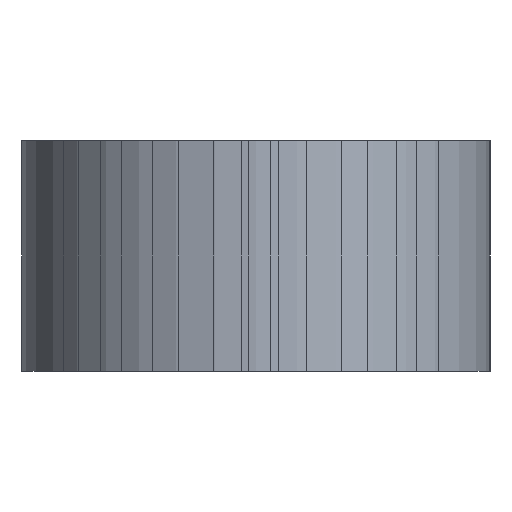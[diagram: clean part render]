
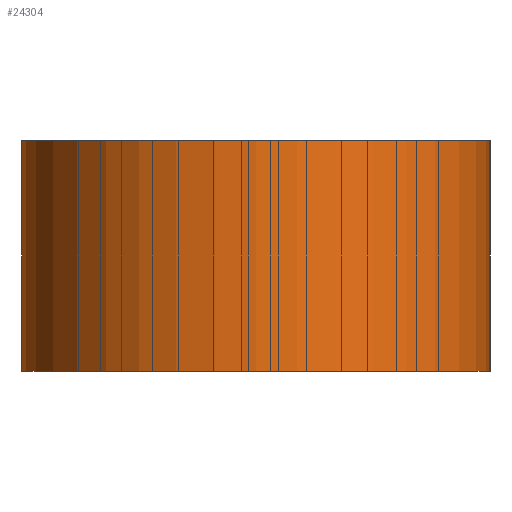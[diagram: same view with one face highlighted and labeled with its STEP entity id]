
A CAD part, left-side view. The second image highlights one B-rep face of the part: STEP entity #24304.
In plain terms, the highlighted cylindrical face has radius 6.5 mm (diameter 13 mm), a partial arc.
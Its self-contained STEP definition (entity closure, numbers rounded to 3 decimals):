
#354 = DIRECTION ( 'NONE',  ( -1., 0., 0. ) ) ;
#1878 = CIRCLE ( 'NONE', #35477, 6.5 ) ;
#4575 = CARTESIAN_POINT ( 'NONE',  ( -284., 6.5, 3.2 ) ) ;
#5823 = CYLINDRICAL_SURFACE ( 'NONE', #6227, 6.5 ) ;
#5902 = FACE_OUTER_BOUND ( 'NONE', #23791, .T. ) ;
#6227 = AXIS2_PLACEMENT_3D ( 'NONE', #16160, #9781, #354 ) ;
#6282 = AXIS2_PLACEMENT_3D ( 'NONE', #29893, #11207, #33049 ) ;
#6428 = LINE ( 'NONE', #23409, #6977 ) ;
#6977 = VECTOR ( 'NONE', #32697, 1000. ) ;
#7374 = ORIENTED_EDGE ( 'NONE', *, *, #36808, .F. ) ;
#9781 = DIRECTION ( 'NONE',  ( 0., 0., -1. ) ) ;
#10105 = CARTESIAN_POINT ( 'NONE',  ( -284., 6.5, -3.2 ) ) ;
#11207 = DIRECTION ( 'NONE',  ( 0., 0., -1. ) ) ;
#12642 = DIRECTION ( 'NONE',  ( 0., 0., -1. ) ) ;
#13655 = EDGE_CURVE ( 'NONE', #14400, #23338, #1878, .T. ) ;
#14400 = VERTEX_POINT ( 'NONE', #21925 ) ;
#16160 = CARTESIAN_POINT ( 'NONE',  ( -284., 0., 0. ) ) ;
#17855 = EDGE_CURVE ( 'NONE', #36031, #14400, #6428, .T. ) ;
#21925 = CARTESIAN_POINT ( 'NONE',  ( -284., -6.5, 3.2 ) ) ;
#23338 = VERTEX_POINT ( 'NONE', #29023 ) ;
#23409 = CARTESIAN_POINT ( 'NONE',  ( -284., -6.5, 3.2 ) ) ;
#23791 = EDGE_LOOP ( 'NONE', ( #32201, #27665, #7374, #32828 ) ) ;
#24304 = ADVANCED_FACE ( 'NONE', ( #5902 ), #5823, .T. ) ;
#26456 = DIRECTION ( 'NONE',  ( 0., 0., 1. ) ) ;
#26733 = VERTEX_POINT ( 'NONE', #10105 ) ;
#26923 = EDGE_CURVE ( 'NONE', #36031, #26733, #27590, .T. ) ;
#27590 = CIRCLE ( 'NONE', #6282, 6.5 ) ;
#27665 = ORIENTED_EDGE ( 'NONE', *, *, #13655, .T. ) ;
#29023 = CARTESIAN_POINT ( 'NONE',  ( -284., 6.5, 3.2 ) ) ;
#29893 = CARTESIAN_POINT ( 'NONE',  ( -284., 0., -3.2 ) ) ;
#31302 = CARTESIAN_POINT ( 'NONE',  ( -284., 0., 3.2 ) ) ;
#32201 = ORIENTED_EDGE ( 'NONE', *, *, #17855, .T. ) ;
#32697 = DIRECTION ( 'NONE',  ( 0., 0., 1. ) ) ;
#32828 = ORIENTED_EDGE ( 'NONE', *, *, #26923, .F. ) ;
#33049 = DIRECTION ( 'NONE',  ( -1., 0., 0. ) ) ;
#34460 = DIRECTION ( 'NONE',  ( -1., 0., 0. ) ) ;
#35477 = AXIS2_PLACEMENT_3D ( 'NONE', #31302, #12642, #34460 ) ;
#35853 = LINE ( 'NONE', #4575, #36005 ) ;
#36005 = VECTOR ( 'NONE', #26456, 1000. ) ;
#36031 = VERTEX_POINT ( 'NONE', #37343 ) ;
#36808 = EDGE_CURVE ( 'NONE', #26733, #23338, #35853, .T. ) ;
#37343 = CARTESIAN_POINT ( 'NONE',  ( -284., -6.5, -3.2 ) ) ;
